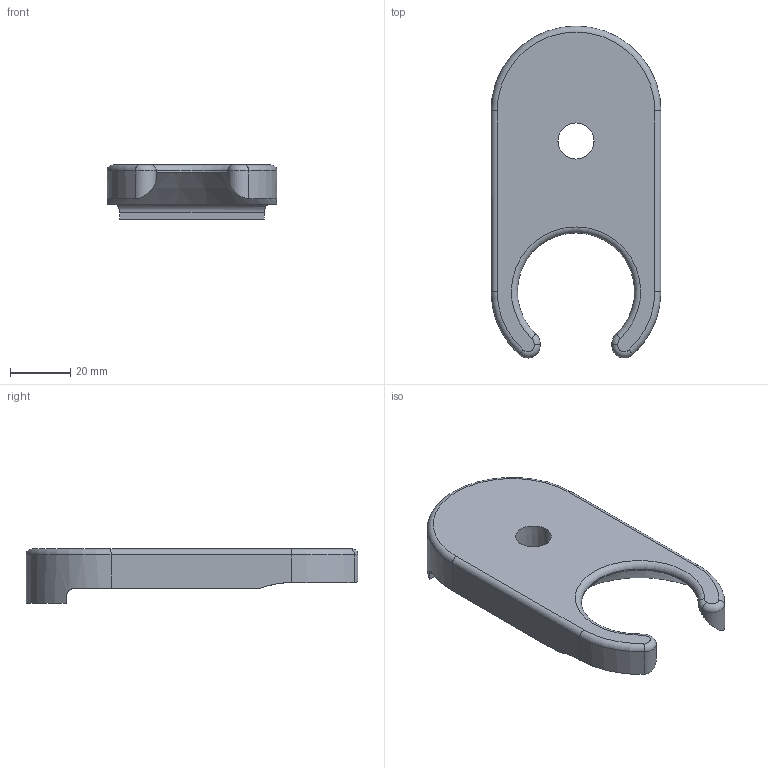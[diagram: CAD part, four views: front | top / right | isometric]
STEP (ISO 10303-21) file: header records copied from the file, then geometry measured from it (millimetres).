
FILE_DESCRIPTION(/* description */ ('Bodenbefestigung für Trapezteller 60'),/* implementation_level */ '2;1');
FILE_NAME(/* name */ '203600700 Bodenbefestigung für Trapezteller 60.stp',/* time_stamp */ '2020-01-27T13:15:47+01:00',/* author */ ('wheldmann'),/* organization */ (''),/* preprocessor_version */ 'ST-DEVELOPER v17.2',/* originating_system */ 'Autodesk Inventor 2019',/* authorisation */ ' ');
FILE_SCHEMA (('AUTOMOTIVE_DESIGN { 1 0 10303 214 3 1 1 }'));
Length unit declared in the file: millimetre
Products named in the file (1): 203600700
Bounding box: 56.45 x 110.3 x 18 mm (x, y, z)
Volume: 40176.6 mm3; surface area: 15623.3 mm2
Topology: 1 solids, 1 shells, 45 faces, 111 edges, 70 vertices
Faces by surface type: cylinder 19, plane 16, torus 8, cone 2
Entity records: 1743 total; most frequent: CARTESIAN_POINT 604, DIRECTION 238, ORIENTED_EDGE 222, EDGE_CURVE 111, AXIS2_PLACEMENT_3D 97, VERTEX_POINT 70, EDGE_LOOP 49, CIRCLE 49
